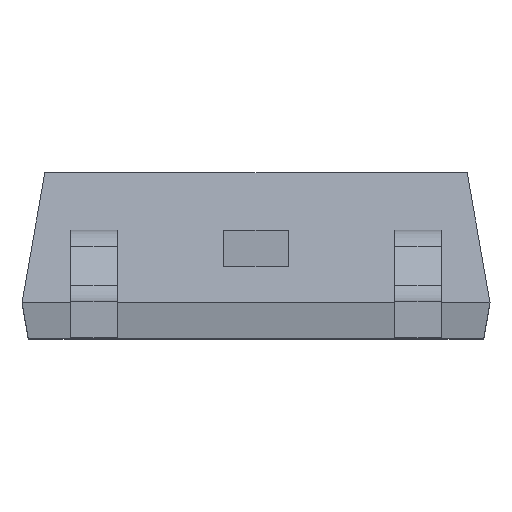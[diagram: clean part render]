
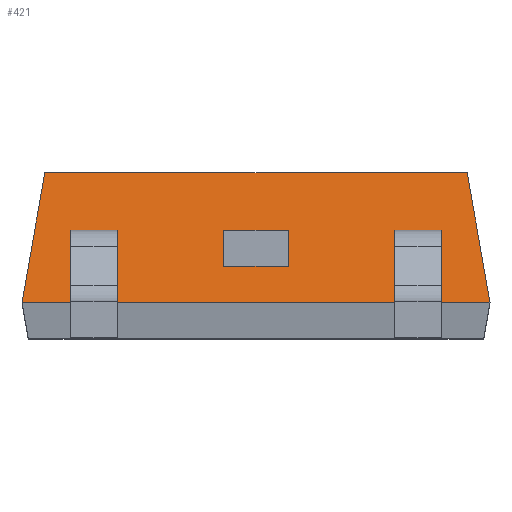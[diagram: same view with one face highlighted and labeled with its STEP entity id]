
A CAD part, top view. The second image highlights one B-rep face of the part: STEP entity #421.
In plain terms, the highlighted planar face has unit normal (0, 0.174, 0.985).
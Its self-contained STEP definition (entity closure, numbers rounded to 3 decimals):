
#60 = VECTOR ( 'NONE', #856, 1000. ) ;
#217 = ORIENTED_EDGE ( 'NONE', *, *, #364, .T. ) ;
#364 = EDGE_CURVE ( 'NONE', #488, #414, #669, .T. ) ;
#414 = VERTEX_POINT ( 'NONE', #796 ) ;
#421 = ADVANCED_FACE ( 'NONE', ( #512 ), #1967, .T. ) ;
#434 = EDGE_LOOP ( 'NONE', ( #217, #2064, #533, #1348 ) ) ;
#488 = VERTEX_POINT ( 'NONE', #2022 ) ;
#512 = FACE_OUTER_BOUND ( 'NONE', #434, .T. ) ;
#533 = ORIENTED_EDGE ( 'NONE', *, *, #1144, .F. ) ;
#586 = VECTOR ( 'NONE', #1853, 1000. ) ;
#593 = AXIS2_PLACEMENT_3D ( 'NONE', #644, #1308, #1302 ) ;
#644 = CARTESIAN_POINT ( 'NONE',  ( -3.25, 0., 3.025 ) ) ;
#669 = LINE ( 'NONE', #1292, #1469 ) ;
#675 = CARTESIAN_POINT ( 'NONE',  ( 3.073, 1.004, 2.848 ) ) ;
#796 = CARTESIAN_POINT ( 'NONE',  ( 3.25, 0., 3.025 ) ) ;
#826 = LINE ( 'NONE', #1101, #1792 ) ;
#856 = DIRECTION ( 'NONE',  ( 1., 0., 0. ) ) ;
#862 = VERTEX_POINT ( 'NONE', #958 ) ;
#867 = CARTESIAN_POINT ( 'NONE',  ( -3.25, 1.8, 2.708 ) ) ;
#958 = CARTESIAN_POINT ( 'NONE',  ( -2.933, 1.8, 2.708 ) ) ;
#1004 = VERTEX_POINT ( 'NONE', #1171 ) ;
#1101 = CARTESIAN_POINT ( 'NONE',  ( -3.25, 0., 3.025 ) ) ;
#1144 = EDGE_CURVE ( 'NONE', #862, #1004, #1183, .T. ) ;
#1171 = CARTESIAN_POINT ( 'NONE',  ( 2.933, 1.8, 2.708 ) ) ;
#1183 = LINE ( 'NONE', #867, #60 ) ;
#1292 = CARTESIAN_POINT ( 'NONE',  ( -3.25, 0., 3.025 ) ) ;
#1302 = DIRECTION ( 'NONE',  ( 0., -0.985, 0.174 ) ) ;
#1308 = DIRECTION ( 'NONE',  ( 0., 0.174, 0.985 ) ) ;
#1348 = ORIENTED_EDGE ( 'NONE', *, *, #1871, .T. ) ;
#1469 = VECTOR ( 'NONE', #1631, 1000. ) ;
#1470 = DIRECTION ( 'NONE',  ( -0.171, -0.97, 0.171 ) ) ;
#1487 = LINE ( 'NONE', #675, #586 ) ;
#1611 = EDGE_CURVE ( 'NONE', #1004, #414, #1487, .T. ) ;
#1631 = DIRECTION ( 'NONE',  ( 1., 0., 0. ) ) ;
#1792 = VECTOR ( 'NONE', #1470, 1000. ) ;
#1853 = DIRECTION ( 'NONE',  ( 0.171, -0.97, 0.171 ) ) ;
#1871 = EDGE_CURVE ( 'NONE', #862, #488, #826, .T. ) ;
#1967 = PLANE ( 'NONE',  #593 ) ;
#2022 = CARTESIAN_POINT ( 'NONE',  ( -3.25, 0., 3.025 ) ) ;
#2064 = ORIENTED_EDGE ( 'NONE', *, *, #1611, .F. ) ;
